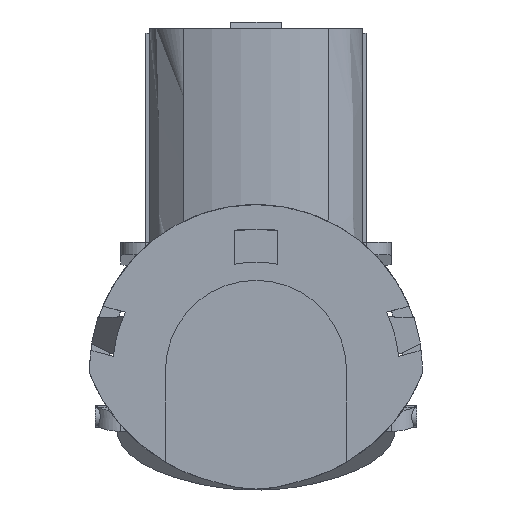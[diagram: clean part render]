
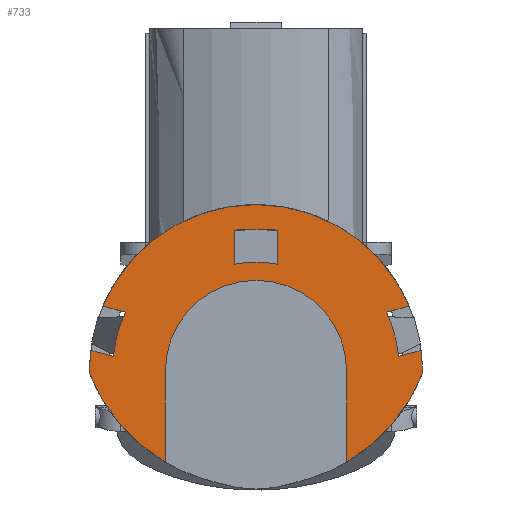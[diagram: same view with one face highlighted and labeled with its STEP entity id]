
A CAD part, front view. The second image highlights one B-rep face of the part: STEP entity #733.
In plain terms, the highlighted planar face has unit normal (0, -1, 0).
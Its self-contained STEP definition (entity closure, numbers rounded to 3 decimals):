
#206=FACE_BOUND('',#1816,.T.);
#207=FACE_BOUND('',#1817,.T.);
#327=PLANE('',#9909);
#733=ADVANCED_FACE('',(#206,#207),#327,.F.);
#1816=EDGE_LOOP('',(#3410,#3411,#3412,#3413,#3414,#3415,#3416,#3417,#3418,
#3419,#3420,#3421,#3422,#3423));
#1817=EDGE_LOOP('',(#3424,#3425,#3426,#3427,#3428));
#3410=ORIENTED_EDGE('',*,*,#6598,.T.);
#3411=ORIENTED_EDGE('',*,*,#6599,.F.);
#3412=ORIENTED_EDGE('',*,*,#6600,.F.);
#3413=ORIENTED_EDGE('',*,*,#6601,.T.);
#3414=ORIENTED_EDGE('',*,*,#6602,.T.);
#3415=ORIENTED_EDGE('',*,*,#6603,.T.);
#3416=ORIENTED_EDGE('',*,*,#6604,.F.);
#3417=ORIENTED_EDGE('',*,*,#6605,.T.);
#3418=ORIENTED_EDGE('',*,*,#6606,.T.);
#3419=ORIENTED_EDGE('',*,*,#6607,.T.);
#3420=ORIENTED_EDGE('',*,*,#6608,.F.);
#3421=ORIENTED_EDGE('',*,*,#6049,.F.);
#3422=ORIENTED_EDGE('',*,*,#6609,.T.);
#3423=ORIENTED_EDGE('',*,*,#6610,.T.);
#3424=ORIENTED_EDGE('',*,*,#6611,.F.);
#3425=ORIENTED_EDGE('',*,*,#6612,.T.);
#3426=ORIENTED_EDGE('',*,*,#6613,.T.);
#3427=ORIENTED_EDGE('',*,*,#6614,.F.);
#3428=ORIENTED_EDGE('',*,*,#6615,.T.);
#5126=VERTEX_POINT('',#12927);
#5127=VERTEX_POINT('',#12929);
#5504=VERTEX_POINT('',#14467);
#5505=VERTEX_POINT('',#14468);
#5506=VERTEX_POINT('',#14470);
#5507=VERTEX_POINT('',#14472);
#5508=VERTEX_POINT('',#14474);
#5509=VERTEX_POINT('',#14476);
#5510=VERTEX_POINT('',#14478);
#5511=VERTEX_POINT('',#14480);
#5512=VERTEX_POINT('',#14482);
#5513=VERTEX_POINT('',#14484);
#5514=VERTEX_POINT('',#14486);
#5515=VERTEX_POINT('',#14489);
#5516=VERTEX_POINT('',#14492);
#5517=VERTEX_POINT('',#14493);
#5518=VERTEX_POINT('',#14495);
#5519=VERTEX_POINT('',#14497);
#5520=VERTEX_POINT('',#14499);
#6049=EDGE_CURVE('',#5126,#5127,#9254,.T.);
#6598=EDGE_CURVE('',#5504,#5505,#7732,.T.);
#6599=EDGE_CURVE('',#5506,#5505,#9370,.T.);
#6600=EDGE_CURVE('',#5507,#5506,#9371,.T.);
#6601=EDGE_CURVE('',#5507,#5508,#7733,.T.);
#6602=EDGE_CURVE('',#5508,#5509,#9372,.T.);
#6603=EDGE_CURVE('',#5509,#5510,#7734,.T.);
#6604=EDGE_CURVE('',#5511,#5510,#9373,.T.);
#6605=EDGE_CURVE('',#5511,#5512,#7735,.T.);
#6606=EDGE_CURVE('',#5512,#5513,#9374,.T.);
#6607=EDGE_CURVE('',#5513,#5514,#7736,.T.);
#6608=EDGE_CURVE('',#5127,#5514,#9375,.T.);
#6609=EDGE_CURVE('',#5126,#5515,#7737,.T.);
#6610=EDGE_CURVE('',#5515,#5504,#9376,.T.);
#6611=EDGE_CURVE('',#5516,#5517,#7738,.T.);
#6612=EDGE_CURVE('',#5516,#5518,#7739,.T.);
#6613=EDGE_CURVE('',#5518,#5519,#7740,.T.);
#6614=EDGE_CURVE('',#5520,#5519,#7741,.T.);
#6615=EDGE_CURVE('',#5520,#5517,#9377,.T.);
#7732=LINE('',#14466,#8642);
#7733=LINE('',#14473,#8643);
#7734=LINE('',#14477,#8644);
#7735=LINE('',#14481,#8645);
#7736=LINE('',#14485,#8646);
#7737=LINE('',#14488,#8647);
#7738=LINE('',#14491,#8648);
#7739=LINE('',#14494,#8649);
#7740=LINE('',#14496,#8650);
#7741=LINE('',#14498,#8651);
#8642=VECTOR('',#11438,1.);
#8643=VECTOR('',#11443,1.);
#8644=VECTOR('',#11446,1.);
#8645=VECTOR('',#11449,1.);
#8646=VECTOR('',#11452,1.);
#8647=VECTOR('',#11455,1.);
#8648=VECTOR('',#11458,1.);
#8649=VECTOR('',#11459,1.);
#8650=VECTOR('',#11460,1.);
#8651=VECTOR('',#11461,1.);
#9254=CIRCLE('',#9504,7.8);
#9370=CIRCLE('',#9901,7.8);
#9371=CIRCLE('',#9902,7.25);
#9372=CIRCLE('',#9903,6.25);
#9373=CIRCLE('',#9904,7.25);
#9374=CIRCLE('',#9905,6.25);
#9375=CIRCLE('',#9906,7.25);
#9376=CIRCLE('',#9907,3.95);
#9377=CIRCLE('',#9908,4.75);
#9504=AXIS2_PLACEMENT_3D('',#12928,#10344,#10345);
#9901=AXIS2_PLACEMENT_3D('',#14469,#11439,#11440);
#9902=AXIS2_PLACEMENT_3D('',#14471,#11441,#11442);
#9903=AXIS2_PLACEMENT_3D('',#14475,#11444,#11445);
#9904=AXIS2_PLACEMENT_3D('',#14479,#11447,#11448);
#9905=AXIS2_PLACEMENT_3D('',#14483,#11450,#11451);
#9906=AXIS2_PLACEMENT_3D('',#14487,#11453,#11454);
#9907=AXIS2_PLACEMENT_3D('',#14490,#11456,#11457);
#9908=AXIS2_PLACEMENT_3D('',#14500,#11462,#11463);
#9909=AXIS2_PLACEMENT_3D('',#14501,#11464,#11465);
#10344=DIRECTION('',(0.,1.,0.));
#10345=DIRECTION('',(0.,0.,1.));
#11438=DIRECTION('',(0.,0.,-1.));
#11439=DIRECTION('',(0.,1.,0.));
#11440=DIRECTION('',(0.,0.,1.));
#11441=DIRECTION('',(0.,1.,0.));
#11442=DIRECTION('',(0.,0.,1.));
#11443=DIRECTION('',(-0.966,0.,-0.259));
#11444=DIRECTION('',(0.,-1.,0.));
#11445=DIRECTION('',(0.,0.,-1.));
#11446=DIRECTION('',(0.966,0.,0.259));
#11447=DIRECTION('',(0.,1.,0.));
#11448=DIRECTION('',(0.,0.,1.));
#11449=DIRECTION('',(0.966,0.,-0.259));
#11450=DIRECTION('',(0.,-1.,0.));
#11451=DIRECTION('',(0.,0.,-1.));
#11452=DIRECTION('',(-0.966,0.,0.259));
#11453=DIRECTION('',(0.,1.,0.));
#11454=DIRECTION('',(0.,0.,1.));
#11455=DIRECTION('',(0.,0.,1.));
#11456=DIRECTION('',(0.,1.,0.));
#11457=DIRECTION('',(0.,0.,-1.));
#11458=DIRECTION('',(0.,0.,-1.));
#11459=DIRECTION('',(1.,0.,0.009));
#11460=DIRECTION('',(1.,0.,-0.009));
#11461=DIRECTION('',(0.,0.,1.));
#11462=DIRECTION('',(0.,-1.,0.));
#11463=DIRECTION('',(0.,0.,1.));
#11464=DIRECTION('',(0.,1.,0.));
#11465=DIRECTION('',(0.,0.,-1.));
#12927=CARTESIAN_POINT('',(-3.95,-25.1,-18.896));
#12928=CARTESIAN_POINT('',(0.,-25.1,-12.17));
#12929=CARTESIAN_POINT('',(-7.249,-25.1,-15.05));
#14466=CARTESIAN_POINT('',(3.95,-25.1,-12.17));
#14467=CARTESIAN_POINT('',(3.95,-25.1,-14.92));
#14468=CARTESIAN_POINT('',(3.95,-25.1,-18.896));
#14469=CARTESIAN_POINT('',(0.,-25.1,-12.17));
#14470=CARTESIAN_POINT('',(7.249,-25.1,-15.05));
#14471=CARTESIAN_POINT('',(0.,-25.1,-14.92));
#14472=CARTESIAN_POINT('',(7.195,-25.1,-14.027));
#14473=CARTESIAN_POINT('',(6.414,-25.1,-14.237));
#14474=CARTESIAN_POINT('',(6.218,-25.1,-14.289));
#14475=CARTESIAN_POINT('',(0.,-25.1,-14.92));
#14476=CARTESIAN_POINT('',(5.7,-25.1,-12.357));
#14477=CARTESIAN_POINT('',(6.677,-25.1,-12.096));
#14478=CARTESIAN_POINT('',(6.677,-25.1,-12.096));
#14479=CARTESIAN_POINT('',(0.,-25.1,-14.92));
#14480=CARTESIAN_POINT('',(-6.677,-25.1,-12.096));
#14481=CARTESIAN_POINT('',(-5.896,-25.1,-12.305));
#14482=CARTESIAN_POINT('',(-5.7,-25.1,-12.357));
#14483=CARTESIAN_POINT('',(0.,-25.1,-14.92));
#14484=CARTESIAN_POINT('',(-6.218,-25.1,-14.289));
#14485=CARTESIAN_POINT('',(-7.195,-25.1,-14.027));
#14486=CARTESIAN_POINT('',(-7.195,-25.1,-14.027));
#14487=CARTESIAN_POINT('',(0.,-25.1,-14.92));
#14488=CARTESIAN_POINT('',(-3.95,-25.1,-12.17));
#14489=CARTESIAN_POINT('',(-3.95,-25.1,-14.92));
#14490=CARTESIAN_POINT('',(0.,-25.1,-14.92));
#14491=CARTESIAN_POINT('',(-0.95,-25.1,-14.92));
#14492=CARTESIAN_POINT('',(-0.95,-25.1,-8.781));
#14493=CARTESIAN_POINT('',(-0.95,-25.1,-10.266));
#14494=CARTESIAN_POINT('',(-0.001,-25.1,-8.773));
#14495=CARTESIAN_POINT('',(0.,-25.1,-8.773));
#14496=CARTESIAN_POINT('',(0.001,-25.1,-8.773));
#14497=CARTESIAN_POINT('',(0.95,-25.1,-8.781));
#14498=CARTESIAN_POINT('',(0.95,-25.1,-14.92));
#14499=CARTESIAN_POINT('',(0.95,-25.1,-10.266));
#14500=CARTESIAN_POINT('',(0.,-25.1,-14.92));
#14501=CARTESIAN_POINT('',(0.,-25.1,-12.17));
